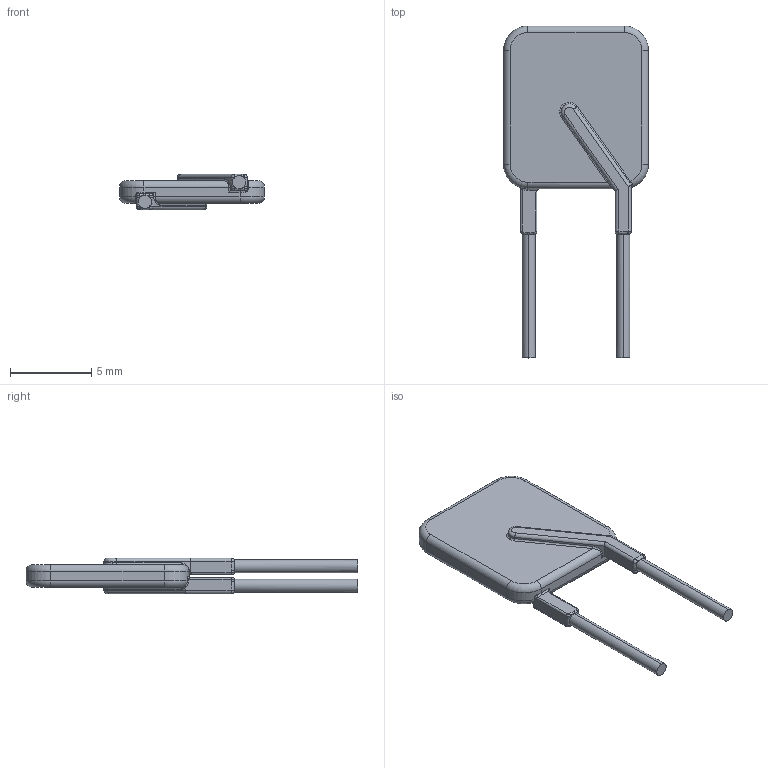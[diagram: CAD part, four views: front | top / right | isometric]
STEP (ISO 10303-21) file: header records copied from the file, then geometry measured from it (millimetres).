
FILE_DESCRIPTION (( 'STEP AP214' ), '1' );
FILE_NAME ('RGEF400.STEP', '2024-10-23T14:43:00', ( '' ), ( '' ), 'SwSTEP 2.0', 'SolidWorks 2020', '' );
FILE_SCHEMA (( 'AUTOMOTIVE_DESIGN' ));
Length unit declared in the file: millimetre
Products named in the file (1): RGEF400
Bounding box: 8.9 x 20.4 x 2.2 mm (x, y, z)
Volume: 137.6 mm3; surface area: 278.7 mm2
Topology: 1 solids, 1 shells, 123 faces, 291 edges, 166 vertices
Faces by surface type: cylinder 56, plane 28, torus 19, bspline 16, sphere 4
Entity records: 5137 total; most frequent: CARTESIAN_POINT 1079, DIRECTION 600, ORIENTED_EDGE 574, EDGE_CURVE 287, AXIS2_PLACEMENT_3D 243, VERTEX_POINT 166, CIRCLE 135, EDGE_LOOP 123
